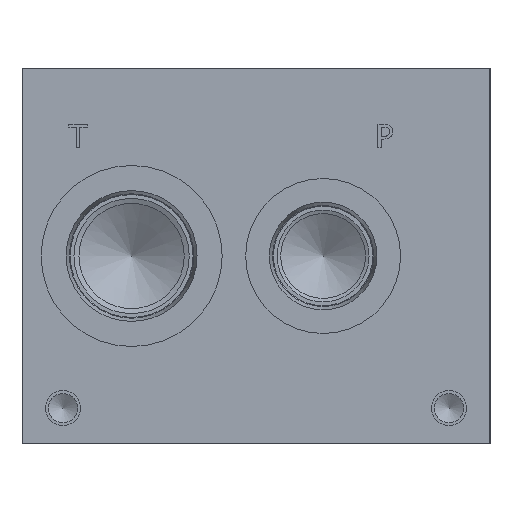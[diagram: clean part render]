
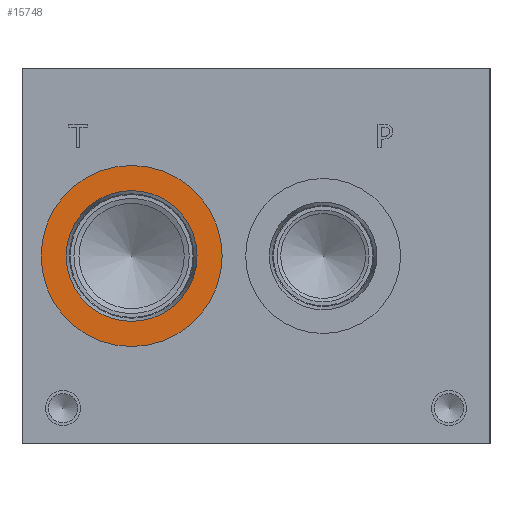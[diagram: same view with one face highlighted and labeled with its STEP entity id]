
A CAD part, left-side view. The second image highlights one B-rep face of the part: STEP entity #15748.
In plain terms, the highlighted planar face has unit normal (-1, 0, 0).
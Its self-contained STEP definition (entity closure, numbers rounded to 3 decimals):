
#557=CIRCLE('',#16570,24.562);
#558=CIRCLE('',#16571,24.562);
#559=CIRCLE('',#16573,17.755);
#560=CIRCLE('',#16574,17.755);
#1298=FACE_BOUND('',#2923,.T.);
#2005=FACE_OUTER_BOUND('',#2922,.T.);
#2922=EDGE_LOOP('',(#13179,#13180));
#2923=EDGE_LOOP('',(#13181,#13182));
#7157=VERTEX_POINT('',#26552);
#7158=VERTEX_POINT('',#26554);
#7159=VERTEX_POINT('',#26558);
#7160=VERTEX_POINT('',#26559);
#9255=EDGE_CURVE('',#7157,#7158,#557,.T.);
#9256=EDGE_CURVE('',#7158,#7157,#558,.T.);
#9257=EDGE_CURVE('',#7159,#7160,#559,.T.);
#9258=EDGE_CURVE('',#7160,#7159,#560,.T.);
#13179=ORIENTED_EDGE('',*,*,#9256,.F.);
#13180=ORIENTED_EDGE('',*,*,#9255,.F.);
#13181=ORIENTED_EDGE('',*,*,#9257,.T.);
#13182=ORIENTED_EDGE('',*,*,#9258,.T.);
#14524=PLANE('',#16572);
#15748=ADVANCED_FACE('',(#2005,#1298),#14524,.F.);
#16570=AXIS2_PLACEMENT_3D('',#26555,#19553,#19554);
#16571=AXIS2_PLACEMENT_3D('',#26556,#19555,#19556);
#16572=AXIS2_PLACEMENT_3D('',#26557,#19557,#19558);
#16573=AXIS2_PLACEMENT_3D('',#26560,#19559,#19560);
#16574=AXIS2_PLACEMENT_3D('',#26561,#19561,#19562);
#19553=DIRECTION('center_axis',(1.,0.,0.));
#19554=DIRECTION('ref_axis',(0.,0.,-1.));
#19555=DIRECTION('center_axis',(1.,0.,0.));
#19556=DIRECTION('ref_axis',(0.,0.,-1.));
#19557=DIRECTION('center_axis',(1.,0.,0.));
#19558=DIRECTION('ref_axis',(0.,0.,-1.));
#19559=DIRECTION('center_axis',(1.,0.,0.));
#19560=DIRECTION('ref_axis',(0.,0.,-1.));
#19561=DIRECTION('center_axis',(1.,0.,0.));
#19562=DIRECTION('ref_axis',(0.,0.,-1.));
#26552=CARTESIAN_POINT('',(0.787,97.257,26.238));
#26554=CARTESIAN_POINT('',(0.787,97.257,75.362));
#26555=CARTESIAN_POINT('Origin',(0.787,97.257,50.8));
#26556=CARTESIAN_POINT('Origin',(0.787,97.257,50.8));
#26557=CARTESIAN_POINT('Origin',(0.787,97.257,68.555));
#26558=CARTESIAN_POINT('',(0.787,97.257,68.555));
#26559=CARTESIAN_POINT('',(0.787,97.257,33.045));
#26560=CARTESIAN_POINT('Origin',(0.787,97.257,50.8));
#26561=CARTESIAN_POINT('Origin',(0.787,97.257,50.8));
